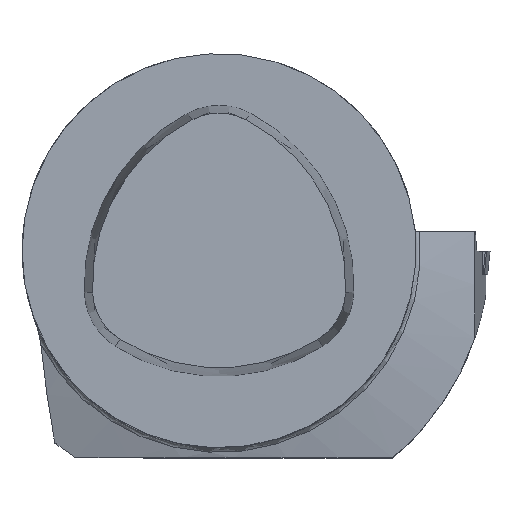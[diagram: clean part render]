
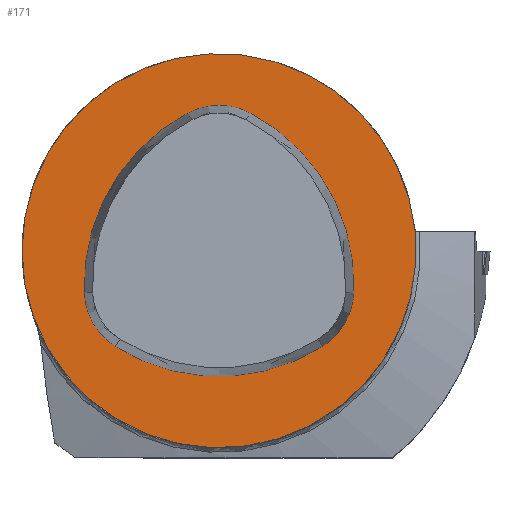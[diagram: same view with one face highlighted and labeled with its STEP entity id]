
A CAD part, top view. The second image highlights one B-rep face of the part: STEP entity #171.
In plain terms, the highlighted planar face has unit normal (0, 0, 1).
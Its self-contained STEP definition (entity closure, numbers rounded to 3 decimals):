
#112=FACE_BOUND('',#322,.T.);
#113=FACE_BOUND('',#323,.T.);
#144=CIRCLE('',#1145,40.);
#151=CIRCLE('',#1160,39.5);
#152=CIRCLE('',#1161,13.5);
#153=CIRCLE('',#1162,39.5);
#154=CIRCLE('',#1163,13.5);
#155=CIRCLE('',#1164,39.5);
#156=CIRCLE('',#1165,13.5);
#171=ADVANCED_FACE('',(#112,#113),#221,.T.);
#221=PLANE('',#1166);
#322=EDGE_LOOP('',(#495));
#323=EDGE_LOOP('',(#496,#497,#498,#499,#500,#501));
#495=ORIENTED_EDGE('',*,*,#814,.T.);
#496=ORIENTED_EDGE('',*,*,#833,.F.);
#497=ORIENTED_EDGE('',*,*,#834,.F.);
#498=ORIENTED_EDGE('',*,*,#835,.F.);
#499=ORIENTED_EDGE('',*,*,#836,.F.);
#500=ORIENTED_EDGE('',*,*,#837,.F.);
#501=ORIENTED_EDGE('',*,*,#838,.F.);
#712=VERTEX_POINT('',#1697);
#728=VERTEX_POINT('',#1741);
#729=VERTEX_POINT('',#1742);
#730=VERTEX_POINT('',#1744);
#731=VERTEX_POINT('',#1746);
#732=VERTEX_POINT('',#1748);
#733=VERTEX_POINT('',#1750);
#814=EDGE_CURVE('',#712,#712,#144,.T.);
#833=EDGE_CURVE('',#728,#729,#151,.T.);
#834=EDGE_CURVE('',#730,#728,#152,.T.);
#835=EDGE_CURVE('',#731,#730,#153,.T.);
#836=EDGE_CURVE('',#732,#731,#154,.T.);
#837=EDGE_CURVE('',#733,#732,#155,.T.);
#838=EDGE_CURVE('',#729,#733,#156,.T.);
#1145=AXIS2_PLACEMENT_3D('',#1696,#1322,#1323);
#1160=AXIS2_PLACEMENT_3D('',#1740,#1359,#1360);
#1161=AXIS2_PLACEMENT_3D('',#1743,#1361,#1362);
#1162=AXIS2_PLACEMENT_3D('',#1745,#1363,#1364);
#1163=AXIS2_PLACEMENT_3D('',#1747,#1365,#1366);
#1164=AXIS2_PLACEMENT_3D('',#1749,#1367,#1368);
#1165=AXIS2_PLACEMENT_3D('',#1751,#1369,#1370);
#1166=AXIS2_PLACEMENT_3D('',#1752,#1371,#1372);
#1322=DIRECTION('',(0.,0.,1.));
#1323=DIRECTION('',(-1.,0.,0.));
#1359=DIRECTION('',(0.,0.,1.));
#1360=DIRECTION('',(-1.,0.,0.));
#1361=DIRECTION('',(0.,0.,1.));
#1362=DIRECTION('',(-1.,0.,0.));
#1363=DIRECTION('',(0.,0.,1.));
#1364=DIRECTION('',(-1.,0.,0.));
#1365=DIRECTION('',(0.,0.,1.));
#1366=DIRECTION('',(-1.,0.,0.));
#1367=DIRECTION('',(0.,0.,1.));
#1368=DIRECTION('',(-1.,0.,0.));
#1369=DIRECTION('',(0.,0.,1.));
#1370=DIRECTION('',(-1.,0.,0.));
#1371=DIRECTION('',(0.,0.,1.));
#1372=DIRECTION('',(1.,0.,0.));
#1696=CARTESIAN_POINT('',(0.,0.,0.));
#1697=CARTESIAN_POINT('',(-40.,0.,0.));
#1740=CARTESIAN_POINT('',(-12.124,-7.,0.));
#1741=CARTESIAN_POINT('',(27.346,-8.519,0.));
#1742=CARTESIAN_POINT('',(6.295,27.942,0.));
#1743=CARTESIAN_POINT('',(13.856,-8.,0.));
#1744=CARTESIAN_POINT('',(21.051,-19.423,0.));
#1745=CARTESIAN_POINT('',(0.,14.,0.));
#1746=CARTESIAN_POINT('',(-21.051,-19.423,0.));
#1747=CARTESIAN_POINT('',(-13.856,-8.,0.));
#1748=CARTESIAN_POINT('',(-27.346,-8.519,0.));
#1749=CARTESIAN_POINT('',(12.124,-7.,0.));
#1750=CARTESIAN_POINT('',(-6.295,27.942,0.));
#1751=CARTESIAN_POINT('',(0.,16.,0.));
#1752=CARTESIAN_POINT('',(0.,0.,0.));
